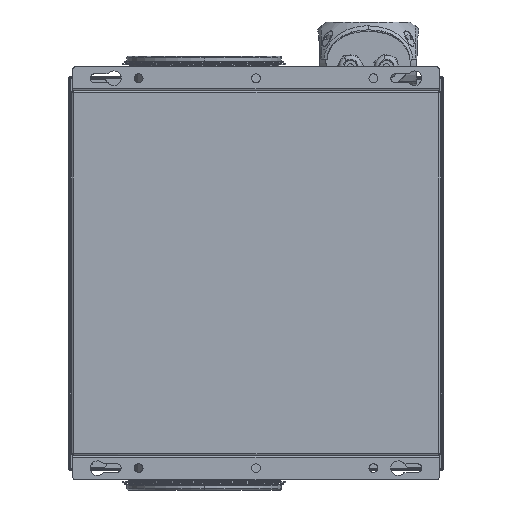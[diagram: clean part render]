
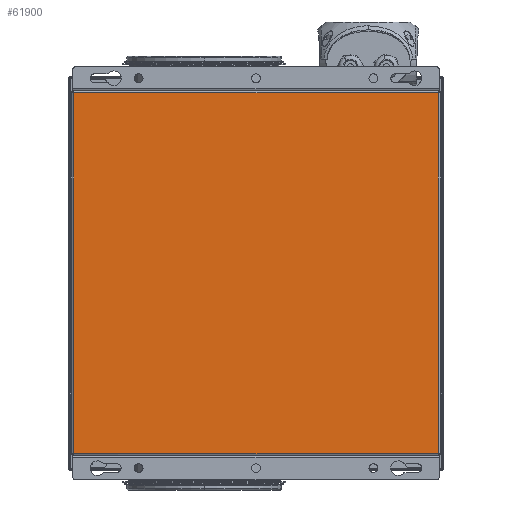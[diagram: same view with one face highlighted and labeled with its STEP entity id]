
A CAD part, front view. The second image highlights one B-rep face of the part: STEP entity #61900.
In plain terms, the highlighted planar face has unit normal (0, -1, 0).
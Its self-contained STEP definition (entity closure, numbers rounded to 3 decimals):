
#2849 = VERTEX_POINT ( 'NONE', #86826 ) ;
#3313 = PLANE ( 'NONE',  #8409 ) ;
#8409 = AXIS2_PLACEMENT_3D ( 'NONE', #62442, #111765, #90769 ) ;
#14943 = DIRECTION ( 'NONE',  ( 1., 0., 0. ) ) ;
#15292 = LINE ( 'NONE', #126986, #37861 ) ;
#22367 = FACE_OUTER_BOUND ( 'NONE', #95872, .T. ) ;
#30510 = VERTEX_POINT ( 'NONE', #36874 ) ;
#36874 = CARTESIAN_POINT ( 'NONE',  ( -188., 0., 186. ) ) ;
#37861 = VECTOR ( 'NONE', #125037, 1000. ) ;
#41465 = ORIENTED_EDGE ( 'NONE', *, *, #85765, .T. ) ;
#46802 = ORIENTED_EDGE ( 'NONE', *, *, #95295, .T. ) ;
#47912 = VECTOR ( 'NONE', #99342, 1000. ) ;
#48887 = CARTESIAN_POINT ( 'NONE',  ( -188., 0., -186. ) ) ;
#59232 = CARTESIAN_POINT ( 'NONE',  ( 188., 0., 186. ) ) ;
#60488 = VECTOR ( 'NONE', #14943, 1000. ) ;
#61174 = EDGE_CURVE ( 'NONE', #2849, #66357, #15292, .T. ) ;
#61900 = ADVANCED_FACE ( 'NONE', ( #22367 ), #3313, .F. ) ;
#62442 = CARTESIAN_POINT ( 'NONE',  ( -190., 0., 188. ) ) ;
#66357 = VERTEX_POINT ( 'NONE', #121036 ) ;
#71020 = VERTEX_POINT ( 'NONE', #108873 ) ;
#77553 = ORIENTED_EDGE ( 'NONE', *, *, #61174, .T. ) ;
#85765 = EDGE_CURVE ( 'NONE', #71020, #2849, #98849, .T. ) ;
#86826 = CARTESIAN_POINT ( 'NONE',  ( 188., 0., -186. ) ) ;
#87880 = VECTOR ( 'NONE', #127308, 1000. ) ;
#90769 = DIRECTION ( 'NONE',  ( 0., 0., 1. ) ) ;
#95295 = EDGE_CURVE ( 'NONE', #30510, #71020, #107604, .T. ) ;
#95872 = EDGE_LOOP ( 'NONE', ( #41465, #77553, #103229, #46802 ) ) ;
#98849 = LINE ( 'NONE', #48887, #60488 ) ;
#99342 = DIRECTION ( 'NONE',  ( -1., 0., 0. ) ) ;
#103229 = ORIENTED_EDGE ( 'NONE', *, *, #103755, .T. ) ;
#103755 = EDGE_CURVE ( 'NONE', #66357, #30510, #128923, .T. ) ;
#106290 = CARTESIAN_POINT ( 'NONE',  ( -188., 0., 188. ) ) ;
#107604 = LINE ( 'NONE', #106290, #87880 ) ;
#108873 = CARTESIAN_POINT ( 'NONE',  ( -188., 0., -186. ) ) ;
#111765 = DIRECTION ( 'NONE',  ( 0., 1., 0. ) ) ;
#121036 = CARTESIAN_POINT ( 'NONE',  ( 188., 0., 186. ) ) ;
#125037 = DIRECTION ( 'NONE',  ( 0., 0., 1. ) ) ;
#126986 = CARTESIAN_POINT ( 'NONE',  ( 188., 0., -188. ) ) ;
#127308 = DIRECTION ( 'NONE',  ( 0., 0., -1. ) ) ;
#128923 = LINE ( 'NONE', #59232, #47912 ) ;
